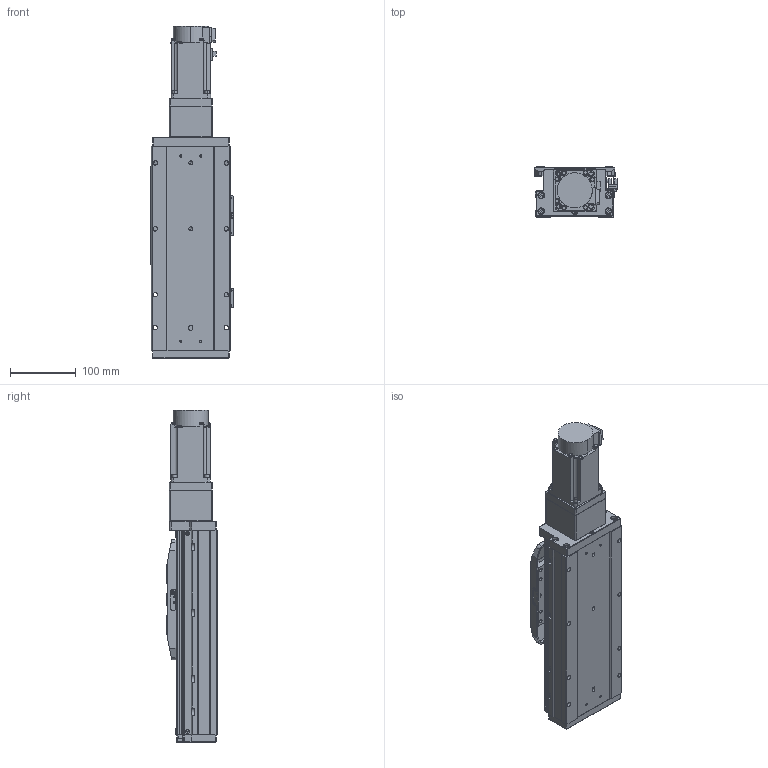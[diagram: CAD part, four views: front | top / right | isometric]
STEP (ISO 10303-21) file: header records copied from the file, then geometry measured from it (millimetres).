
FILE_DESCRIPTION (( 'STEP AP203' ), '1' );
FILE_NAME ('GTH12-100-BC-M40-C4.step', '2022-09-23T01:13:03', ( '微软用户' ), ( '微软中国' ), 'SwSTEP 2.0', 'SolidWorks 2020', '' );
FILE_SCHEMA (( 'CONFIG_CONTROL_DESIGN' ));
Length unit declared in the file: millimetre
Products named in the file (19): CTHA86-006-1_CTHA86-006-2; GTH120-003; GTH80-022; CTHA86-013; GTH120-006; GTH80-028; CTHA86-027; GTH120-004; GTH50-023; hg-kn43j_-s100_; GTH120-013; GTH50-024; GTH12-100-BC-M40-C4; GBT 70.1-M3℅6; GBT96.1-2002 3×0.8; GBT 70.1-M5×16; BTH-M3X5X6; GTH120-001_100; GBT 70.3-M3℅8
Assembly tree (62 placements, depth 2):
  GTH12-100-BC-M40-C4
    GTH120-001_100
    GTH120-003
    GTH120-006
    GTH120-004
    GTH120-013
    GBT 70.1-M3℅6  x14
    GBT 70.1-M5×16  x10
    GBT 70.3-M3℅8  x6
    GTH80-022
    GTH80-028  x2
    GTH50-023  x3
    GTH50-024  x3
    GBT96.1-2002 3×0.8  x6
    BTH-M3X5X6  x8
    CTHA86-006-1_CTHA86-006-2
    CTHA86-013
    CTHA86-027
    hg-kn43j_-s100_
Bounding box: 125.7 x 76 x 503.7 mm (x, y, z)
Volume: 3095752 mm3; surface area: 381034.7 mm2
Topology: 64 solids, 64 shells, 2349 faces, 5408 edges, 3291 vertices
Faces by surface type: plane 1216, cylinder 644, cone 311, torus 170, sphere 8
Entity records: 40709 total; most frequent: DIRECTION 6758, CARTESIAN_POINT 6496, ORIENTED_EDGE 6198, EDGE_CURVE 3099, AXIS2_PLACEMENT_3D 2362, VECTOR 2034, LINE 2034, VERTEX_POINT 1950
